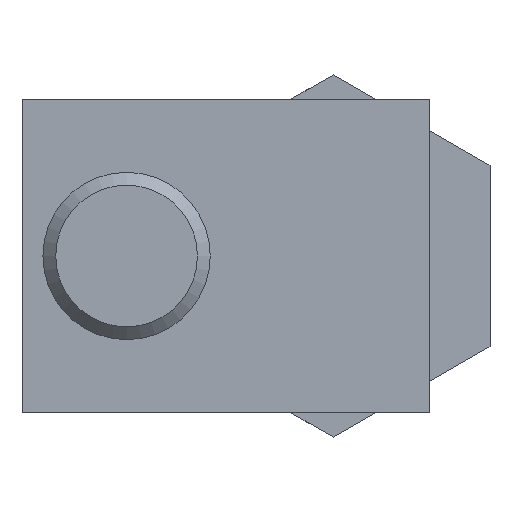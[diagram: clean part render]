
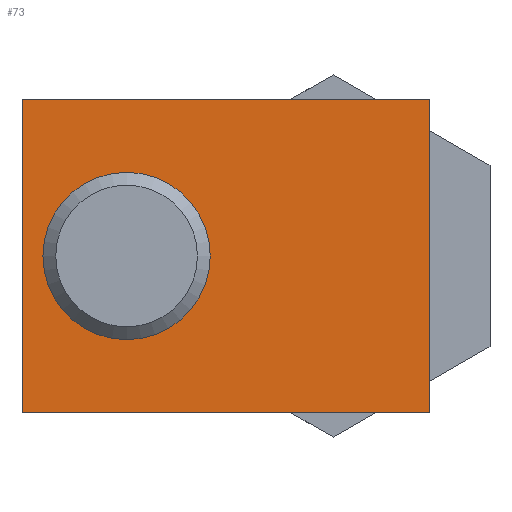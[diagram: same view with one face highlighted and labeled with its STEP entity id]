
A CAD part, front view. The second image highlights one B-rep face of the part: STEP entity #73.
In plain terms, the highlighted planar face has unit normal (0, -1, 0).
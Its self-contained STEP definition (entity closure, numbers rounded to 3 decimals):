
#73 = ADVANCED_FACE( '', ( #180, #181 ), #182, .F. );
#180 = FACE_BOUND( '', #326, .T. );
#181 = FACE_OUTER_BOUND( '', #327, .T. );
#182 = PLANE( '', #328 );
#326 = EDGE_LOOP( '', ( #482 ) );
#327 = EDGE_LOOP( '', ( #483, #484, #485, #486 ) );
#328 = AXIS2_PLACEMENT_3D( '', #487, #488, #489 );
#482 = ORIENTED_EDGE( '', *, *, #839, .F. );
#483 = ORIENTED_EDGE( '', *, *, #840, .T. );
#484 = ORIENTED_EDGE( '', *, *, #841, .F. );
#485 = ORIENTED_EDGE( '', *, *, #828, .F. );
#486 = ORIENTED_EDGE( '', *, *, #842, .T. );
#487 = CARTESIAN_POINT( '', ( 8., -32., 15. ) );
#488 = DIRECTION( '', ( 0., 1., 0. ) );
#489 = DIRECTION( '', ( 0., 0., 1. ) );
#828 = EDGE_CURVE( '', #972, #974, #975, .T. );
#839 = EDGE_CURVE( '', #993, #993, #994, .F. );
#840 = EDGE_CURVE( '', #995, #996, #997, .T. );
#841 = EDGE_CURVE( '', #974, #996, #998, .T. );
#842 = EDGE_CURVE( '', #972, #995, #999, .T. );
#972 = VERTEX_POINT( '', #1182 );
#974 = VERTEX_POINT( '', #1185 );
#975 = LINE( '', #1186, #1187 );
#993 = VERTEX_POINT( '', #1211 );
#994 = CIRCLE( '', #1212, 8. );
#995 = VERTEX_POINT( '', #1213 );
#996 = VERTEX_POINT( '', #1214 );
#997 = LINE( '', #1215, #1216 );
#998 = LINE( '', #1217, #1218 );
#999 = LINE( '', #1219, #1220 );
#1182 = CARTESIAN_POINT( '', ( 8., -32., 15. ) );
#1185 = CARTESIAN_POINT( '', ( 8., -32., -15. ) );
#1186 = CARTESIAN_POINT( '', ( 8., -32., 15. ) );
#1187 = VECTOR( '', #1468, 1000. );
#1211 = CARTESIAN_POINT( '', ( -21., -32., 8. ) );
#1212 = AXIS2_PLACEMENT_3D( '', #1481, #1482, #1483 );
#1213 = CARTESIAN_POINT( '', ( -31., -32., 15. ) );
#1214 = CARTESIAN_POINT( '', ( -31., -32., -15. ) );
#1215 = CARTESIAN_POINT( '', ( -31., -32., 15. ) );
#1216 = VECTOR( '', #1484, 1000. );
#1217 = CARTESIAN_POINT( '', ( 8., -32., -15. ) );
#1218 = VECTOR( '', #1485, 1000. );
#1219 = CARTESIAN_POINT( '', ( 8., -32., 15. ) );
#1220 = VECTOR( '', #1486, 1000. );
#1468 = DIRECTION( '', ( 0., 0., -1. ) );
#1481 = CARTESIAN_POINT( '', ( -21., -32., 0. ) );
#1482 = DIRECTION( '', ( 0., 1., 0. ) );
#1483 = DIRECTION( '', ( 0., 0., 1. ) );
#1484 = DIRECTION( '', ( 0., 0., -1. ) );
#1485 = DIRECTION( '', ( -1., 0., 0. ) );
#1486 = DIRECTION( '', ( -1., 0., 0. ) );
